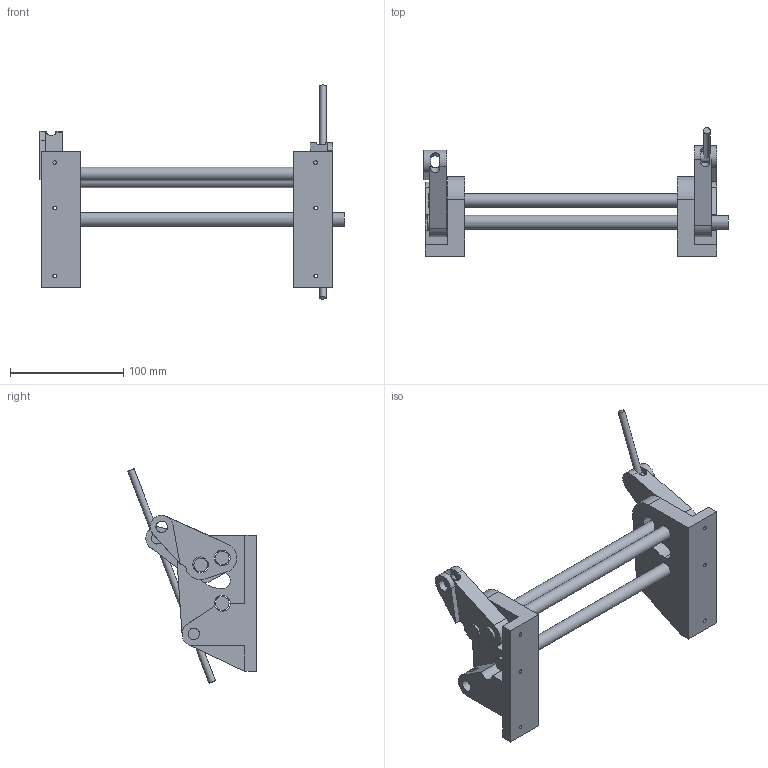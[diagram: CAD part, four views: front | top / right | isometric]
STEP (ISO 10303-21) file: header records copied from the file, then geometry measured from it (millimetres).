
FILE_DESCRIPTION(/* description */ (''),/* implementation_level */ '2;1');
FILE_NAME(/* name */ 'slipme_too_v14.step',/* time_stamp */ '2024-01-14T10:30:30-08:00',/* author */ (''),/* organization */ (''),/* preprocessor_version */ 'ST-DEVELOPER v20',/* originating_system */ 'Autodesk Translation Framework v12.14.0.127',/* authorisation */ '');
FILE_SCHEMA (('AUTOMOTIVE_DESIGN { 1 0 10303 214 3 1 1 }'));
Length unit declared in the file: millimetre
Products named in the file (11): slipme_too; right_frame; rod_1; rod_2; rod_3; b_nut_1; b_nut_2; thread_rod; left_frame; left_cam; right_cam
Assembly tree (10 placements, depth 2):
  slipme_too
    right_frame
    rod_1
    rod_2
    rod_3
    b_nut_1
    b_nut_2
    thread_rod
    left_frame
    left_cam
    right_cam
Bounding box: 268.08 x 113.32 x 188.82 mm (x, y, z)
Volume: 448780.9 mm3; surface area: 112232.2 mm2
Topology: 10 solids, 10 shells, 144 faces, 418 edges, 282 vertices
Faces by surface type: plane 80, cylinder 64
Full cylindrical faces by diameter (mm): 3.2 x6, 5.035 x2, 6 x1, 10 x2, 10.2 x4, 12 x3, 14 x8
Entity records: 5887 total; most frequent: CARTESIAN_POINT 1575, DIRECTION 856, ORIENTED_EDGE 836, EDGE_CURVE 418, AXIS2_PLACEMENT_3D 319, VERTEX_POINT 282, LINE 218, VECTOR 218
